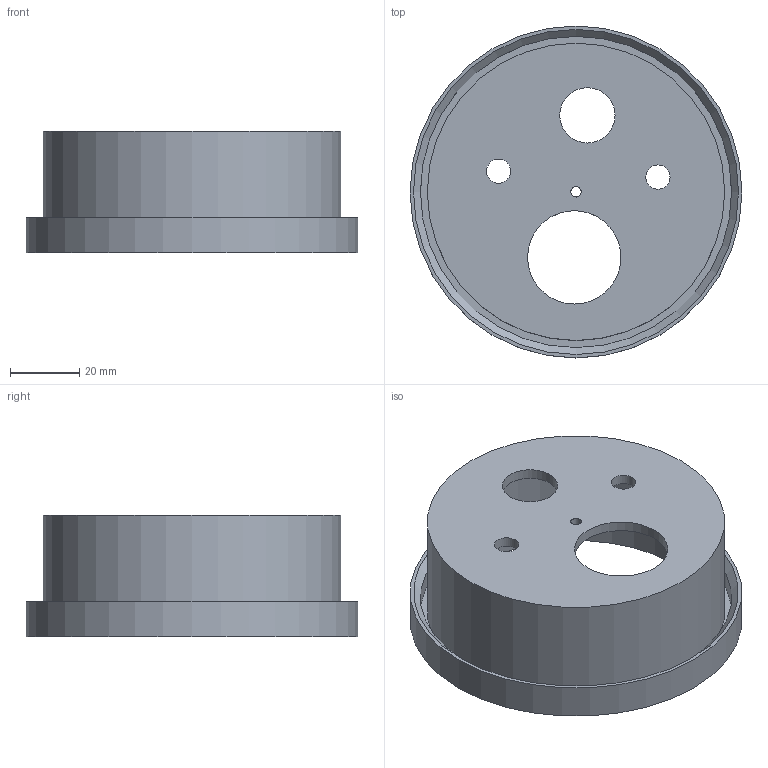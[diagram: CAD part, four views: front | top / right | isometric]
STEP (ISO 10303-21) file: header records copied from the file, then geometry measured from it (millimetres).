
FILE_DESCRIPTION(/* description */ (''),/* implementation_level */ '2;1');
FILE_NAME(/* name */ 'A-components2 v2.step',/* time_stamp */ '2024-05-30T00:43:16+08:00',/* author */ (''),/* organization */ (''),/* preprocessor_version */ 'ST-DEVELOPER v20',/* originating_system */ 'Autodesk Translation Framework v13.14.0.145',/* authorisation */ '');
FILE_SCHEMA (('AUTOMOTIVE_DESIGN { 1 0 10303 214 3 1 1 }'));
Length unit declared in the file: millimetre
Products named in the file (1): A-components2
Bounding box: 96 x 96 x 35 mm (x, y, z)
Volume: 49735.6 mm3; surface area: 34683.9 mm2
Topology: 1 solids, 1 shells, 15 faces, 29 edges, 19 vertices
Faces by surface type: cylinder 9, plane 5, cone 1
Full cylindrical faces by diameter (mm): 3 x1, 7 x2, 16 x1, 27 x1, 80 x1, 86 x1, 90 x1, 96 x1
Entity records: 447 total; most frequent: DIRECTION 80, CARTESIAN_POINT 64, ORIENTED_EDGE 58, AXIS2_PLACEMENT_3D 35, EDGE_CURVE 29, EDGE_LOOP 28, CIRCLE 19, VERTEX_POINT 19
